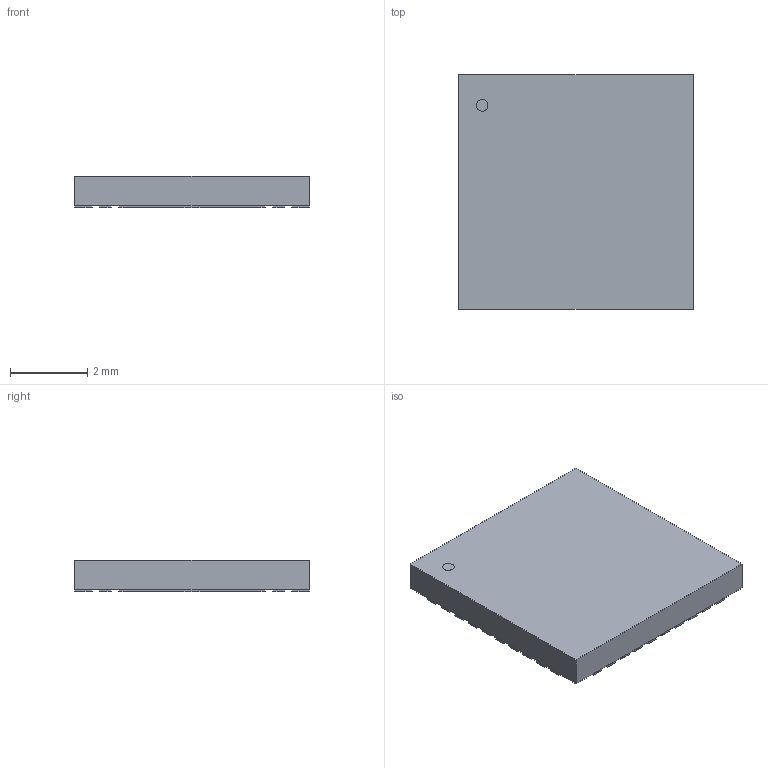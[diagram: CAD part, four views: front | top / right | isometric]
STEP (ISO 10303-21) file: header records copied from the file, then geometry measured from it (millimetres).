
FILE_DESCRIPTION(('FreeCAD Model'),'2;1');
FILE_NAME('Open CASCADE Shape Model','2024-09-16T11:30:56',('Author'),( ''),'Open CASCADE STEP processor 7.6','FreeCAD','Unknown');
FILE_SCHEMA(('AUTOMOTIVE_DESIGN { 1 0 10303 214 1 1 1 1 }'));
Length unit declared in the file: millimetre
Products named in the file (44): part043; part; part001; part002; part003; part004; part005; part006; part007; part008; part009; part010; part011; part012; part013; part014; part015; part016; part017; part018; part019; part020; part021; part022; part023; part024; part025; part026; part027; part028; part029; part030; part031; part032; part033; part034; part035; part036; part037; part038 ...
Assembly tree (43 placements, depth 2):
  part043
    part
    part001
    part002
    part003
    part004
    part005
    part006
    part007
    part008
    part009
    part010
    part011
    part012
    part013
    part014
    part015
    part016
    part017
    part018
    part019
    part020
    part021
    part022
    part023
    part024
    part025
    part026
    part027
    part028
    part029
    part030
    part031
    part032
    part033
    part034
    part035
    part036
    part037
    part038
    part039
    part040
    part041
    part042
Bounding box: 6.1 x 6.1 x 0.81 mm (x, y, z)
Volume: 29.3 mm3; surface area: 134 mm2
Topology: 43 solids, 43 shells, 255 faces, 507 edges, 338 vertices
Faces by surface type: plane 254, cylinder 1
Full cylindrical faces by diameter (mm): 0.305 x1
Entity records: 8973 total; most frequent: CARTESIAN_POINT 1145, DIRECTION 1106, ORIENTED_EDGE 1014, EDGE_CURVE 507, LINE 504, VECTOR 504, VERTEX_POINT 338, AXIS2_PLACEMENT_3D 301
